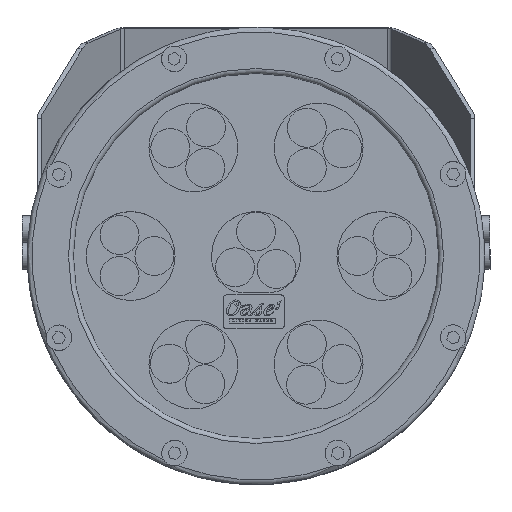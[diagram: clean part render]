
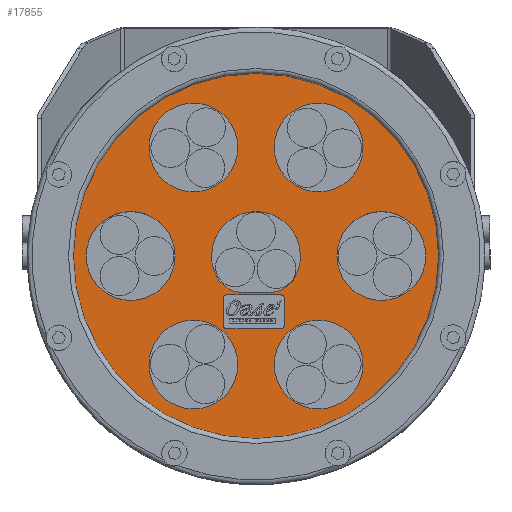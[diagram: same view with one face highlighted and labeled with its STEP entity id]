
A CAD part, top view. The second image highlights one B-rep face of the part: STEP entity #17855.
In plain terms, the highlighted planar face has unit normal (0, 0, 1).
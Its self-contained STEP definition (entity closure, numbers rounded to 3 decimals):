
#456=LINE($,#26203,#2209);
#459=LINE($,#26211,#2212);
#481=LINE($,#26500,#2234);
#483=LINE($,#26506,#2236);
#755=LINE($,#27764,#2508);
#2209=VECTOR($,#20508,22.05);
#2212=VECTOR($,#20517,10.71);
#2234=VECTOR($,#20551,22.05);
#2236=VECTOR($,#20559,10.71);
#2508=VECTOR($,#21035,10.662);
#4055=FACE_BOUND($,#5469,.T.);
#4056=FACE_BOUND($,#5470,.T.);
#4057=FACE_BOUND($,#5471,.T.);
#4058=FACE_BOUND($,#5472,.T.);
#4059=FACE_BOUND($,#5473,.T.);
#4060=FACE_BOUND($,#5474,.T.);
#4061=FACE_BOUND($,#5475,.T.);
#4062=FACE_BOUND($,#5476,.T.);
#4063=FACE_BOUND($,#5477,.T.);
#5469=EDGE_LOOP($,(#12187));
#5470=EDGE_LOOP($,(#12188));
#5471=EDGE_LOOP($,(#12189));
#5472=EDGE_LOOP($,(#12190,#12191,#12192,#12193));
#5473=EDGE_LOOP($,(#12194));
#5474=EDGE_LOOP($,(#12195));
#5475=EDGE_LOOP($,(#12196));
#5476=EDGE_LOOP($,(#12197));
#5477=EDGE_LOOP($,(#12198,#12199,#12200,#12201,#12202,#12203,#12204,#12205));
#6439=CIRCLE($,#18749,1.575);
#6440=CIRCLE($,#18752,1.575);
#6441=CIRCLE($,#18758,1.575);
#6442=CIRCLE($,#18761,1.575);
#6443=CIRCLE($,#18859,18.25);
#6444=CIRCLE($,#18860,18.25);
#6445=CIRCLE($,#18861,18.25);
#6446=CIRCLE($,#18862,12.253);
#6447=CIRCLE($,#18863,18.25);
#6448=CIRCLE($,#18864,12.253);
#6449=CIRCLE($,#18865,18.25);
#6450=CIRCLE($,#18866,18.25);
#6451=CIRCLE($,#18867,18.25);
#6452=CIRCLE($,#18868,75.035);
#7146=VERTEX_POINT($,#26195);
#7147=VERTEX_POINT($,#26197);
#7148=VERTEX_POINT($,#26201);
#7149=VERTEX_POINT($,#26205);
#7150=VERTEX_POINT($,#26209);
#7167=VERTEX_POINT($,#26494);
#7168=VERTEX_POINT($,#26498);
#7169=VERTEX_POINT($,#26502);
#7392=VERTEX_POINT($,#27751);
#7393=VERTEX_POINT($,#27753);
#7394=VERTEX_POINT($,#27755);
#7395=VERTEX_POINT($,#27757);
#7396=VERTEX_POINT($,#27758);
#7397=VERTEX_POINT($,#27760);
#7398=VERTEX_POINT($,#27762);
#7399=VERTEX_POINT($,#27765);
#7400=VERTEX_POINT($,#27767);
#7401=VERTEX_POINT($,#27769);
#7402=VERTEX_POINT($,#27771);
#8809=EDGE_CURVE($,#7147,#7146,#6439,.T.);
#8812=EDGE_CURVE($,#7146,#7148,#456,.T.);
#8814=EDGE_CURVE($,#7148,#7149,#6440,.T.);
#8816=EDGE_CURVE($,#7149,#7150,#459,.T.);
#8855=EDGE_CURVE($,#7150,#7167,#6441,.T.);
#8857=EDGE_CURVE($,#7167,#7168,#481,.T.);
#8859=EDGE_CURVE($,#7168,#7169,#6442,.T.);
#8860=EDGE_CURVE($,#7169,#7147,#483,.T.);
#9194=EDGE_CURVE($,#7392,#7392,#6443,.T.);
#9195=EDGE_CURVE($,#7393,#7393,#6444,.T.);
#9196=EDGE_CURVE($,#7394,#7394,#6445,.T.);
#9197=EDGE_CURVE($,#7395,#7396,#6446,.T.);
#9198=EDGE_CURVE($,#7396,#7397,#6447,.T.);
#9199=EDGE_CURVE($,#7397,#7398,#6448,.T.);
#9200=EDGE_CURVE($,#7398,#7395,#755,.T.);
#9201=EDGE_CURVE($,#7399,#7399,#6449,.T.);
#9202=EDGE_CURVE($,#7400,#7400,#6450,.T.);
#9203=EDGE_CURVE($,#7401,#7401,#6451,.T.);
#9204=EDGE_CURVE($,#7402,#7402,#6452,.T.);
#12187=ORIENTED_EDGE($,*,*,#9194,.T.);
#12188=ORIENTED_EDGE($,*,*,#9195,.T.);
#12189=ORIENTED_EDGE($,*,*,#9196,.T.);
#12190=ORIENTED_EDGE($,*,*,#9197,.T.);
#12191=ORIENTED_EDGE($,*,*,#9198,.T.);
#12192=ORIENTED_EDGE($,*,*,#9199,.T.);
#12193=ORIENTED_EDGE($,*,*,#9200,.T.);
#12194=ORIENTED_EDGE($,*,*,#9201,.T.);
#12195=ORIENTED_EDGE($,*,*,#9202,.T.);
#12196=ORIENTED_EDGE($,*,*,#9203,.T.);
#12197=ORIENTED_EDGE($,*,*,#9204,.T.);
#12198=ORIENTED_EDGE($,*,*,#8809,.T.);
#12199=ORIENTED_EDGE($,*,*,#8812,.T.);
#12200=ORIENTED_EDGE($,*,*,#8814,.T.);
#12201=ORIENTED_EDGE($,*,*,#8816,.T.);
#12202=ORIENTED_EDGE($,*,*,#8855,.T.);
#12203=ORIENTED_EDGE($,*,*,#8857,.T.);
#12204=ORIENTED_EDGE($,*,*,#8859,.T.);
#12205=ORIENTED_EDGE($,*,*,#8860,.T.);
#16234=PLANE($,#18858);
#17855=ADVANCED_FACE($,(#4055,#4056,#4057,#4058,#4059,#4060,#4061,#4062,
#4063),#16234,.T.);
#18749=AXIS2_PLACEMENT_3D($,#26198,#20502,#20503);
#18752=AXIS2_PLACEMENT_3D($,#26207,#20512,#20513);
#18758=AXIS2_PLACEMENT_3D($,#26496,#20546,#20547);
#18761=AXIS2_PLACEMENT_3D($,#26504,#20555,#20556);
#18858=AXIS2_PLACEMENT_3D($,#27750,#21021,#21022);
#18859=AXIS2_PLACEMENT_3D($,#27752,#21023,#21024);
#18860=AXIS2_PLACEMENT_3D($,#27754,#21025,#21026);
#18861=AXIS2_PLACEMENT_3D($,#27756,#21027,#21028);
#18862=AXIS2_PLACEMENT_3D($,#27759,#21029,#21030);
#18863=AXIS2_PLACEMENT_3D($,#27761,#21031,#21032);
#18864=AXIS2_PLACEMENT_3D($,#27763,#21033,#21034);
#18865=AXIS2_PLACEMENT_3D($,#27766,#21036,#21037);
#18866=AXIS2_PLACEMENT_3D($,#27768,#21038,#21039);
#18867=AXIS2_PLACEMENT_3D($,#27770,#21040,#21041);
#18868=AXIS2_PLACEMENT_3D($,#27772,#21042,#21043);
#20502=DIRECTION('center_axis',(0.,0.,-1.));
#20503=DIRECTION('ref_axis',(0.,1.,0.));
#20508=DIRECTION($,(-1.,0.,0.));
#20512=DIRECTION('center_axis',(0.,0.,-1.));
#20513=DIRECTION('ref_axis',(1.,0.,0.));
#20517=DIRECTION($,(0.,1.,0.));
#20546=DIRECTION('center_axis',(0.,0.,-1.));
#20547=DIRECTION('ref_axis',(0.,-1.,0.));
#20551=DIRECTION($,(1.,0.,0.));
#20555=DIRECTION('center_axis',(0.,0.,-1.));
#20556=DIRECTION('ref_axis',(-1.,0.,0.));
#20559=DIRECTION($,(0.,-1.,0.));
#21021=DIRECTION('center_axis',(0.,0.,1.));
#21022=DIRECTION('ref_axis',(1.,0.,0.));
#21023=DIRECTION('center_axis',(0.,0.,-1.));
#21024=DIRECTION('ref_axis',(-1.,0.,0.));
#21025=DIRECTION('center_axis',(0.,0.,-1.));
#21026=DIRECTION('ref_axis',(-1.,0.,0.));
#21027=DIRECTION('center_axis',(0.,0.,-1.));
#21028=DIRECTION('ref_axis',(-1.,0.,0.));
#21029=DIRECTION('center_axis',(0.,0.,-1.));
#21030=DIRECTION('ref_axis',(0.889,0.458,0.));
#21031=DIRECTION('center_axis',(0.,0.,-1.));
#21032=DIRECTION('ref_axis',(-0.889,0.458,0.));
#21033=DIRECTION('center_axis',(0.,0.,-1.));
#21034=DIRECTION('ref_axis',(0.,1.,0.));
#21035=DIRECTION($,(-1.,0.,0.));
#21036=DIRECTION('center_axis',(0.,0.,-1.));
#21037=DIRECTION('ref_axis',(-1.,0.,0.));
#21038=DIRECTION('center_axis',(0.,0.,-1.));
#21039=DIRECTION('ref_axis',(-1.,0.,0.));
#21040=DIRECTION('center_axis',(0.,0.,-1.));
#21041=DIRECTION('ref_axis',(-1.,0.,0.));
#21042=DIRECTION('center_axis',(0.,0.,1.));
#21043=DIRECTION('ref_axis',(-1.,0.,0.));
#26195=CARTESIAN_POINT('',(10.088,-29.795,-4.5));
#26197=CARTESIAN_POINT('',(11.663,-28.22,-4.5));
#26198=CARTESIAN_POINT('Origin',(10.088,-28.22,-4.5));
#26201=CARTESIAN_POINT('',(-11.962,-29.795,-4.5));
#26203=CARTESIAN_POINT($,(5.044,-29.795,-4.5));
#26205=CARTESIAN_POINT('',(-13.537,-28.22,-4.5));
#26207=CARTESIAN_POINT('Origin',(-11.962,-28.22,-4.5));
#26209=CARTESIAN_POINT('',(-13.537,-17.51,-4.5));
#26211=CARTESIAN_POINT($,(-13.537,-14.11,-4.5));
#26494=CARTESIAN_POINT('',(-11.962,-15.935,-4.5));
#26496=CARTESIAN_POINT('Origin',(-11.962,-17.51,-4.5));
#26498=CARTESIAN_POINT('',(10.088,-15.935,-4.5));
#26500=CARTESIAN_POINT($,(-5.981,-15.935,-4.5));
#26502=CARTESIAN_POINT('',(11.663,-17.51,-4.5));
#26504=CARTESIAN_POINT('Origin',(10.088,-17.51,-4.5));
#26506=CARTESIAN_POINT($,(11.663,-8.755,-4.5));
#27750=CARTESIAN_POINT('Origin',(0.,0.,
-4.5));
#27751=CARTESIAN_POINT('',(-33.25,0.,-4.5));
#27752=CARTESIAN_POINT('Origin',(-51.5,0.,-4.5));
#27753=CARTESIAN_POINT('',(44.,-44.6,-4.5));
#27754=CARTESIAN_POINT('Origin',(25.75,-44.6,-4.5));
#27755=CARTESIAN_POINT('',(44.,44.6,-4.5));
#27756=CARTESIAN_POINT('Origin',(25.75,44.6,-4.5));
#27757=CARTESIAN_POINT('',(-5.331,-15.,-4.5));
#27758=CARTESIAN_POINT('',(-16.223,-8.36,-4.5));
#27759=CARTESIAN_POINT('Origin',(-5.331,-2.747,-4.5));
#27760=CARTESIAN_POINT('',(16.223,-8.36,-4.5));
#27761=CARTESIAN_POINT('Origin',(0.,0.,-4.5));
#27762=CARTESIAN_POINT('',(5.331,-15.,-4.5));
#27763=CARTESIAN_POINT('Origin',(5.331,-2.747,-4.5));
#27764=CARTESIAN_POINT($,(2.665,-15.,-4.5));
#27765=CARTESIAN_POINT('',(-7.5,44.6,-4.5));
#27766=CARTESIAN_POINT('Origin',(-25.75,44.6,-4.5));
#27767=CARTESIAN_POINT('',(69.75,0.,-4.5));
#27768=CARTESIAN_POINT('Origin',(51.5,0.,-4.5));
#27769=CARTESIAN_POINT('',(-7.5,-44.6,-4.5));
#27770=CARTESIAN_POINT('Origin',(-25.75,-44.6,-4.5));
#27771=CARTESIAN_POINT('',(75.035,0.,-4.5));
#27772=CARTESIAN_POINT('Origin',(0.,0.,-4.5));
